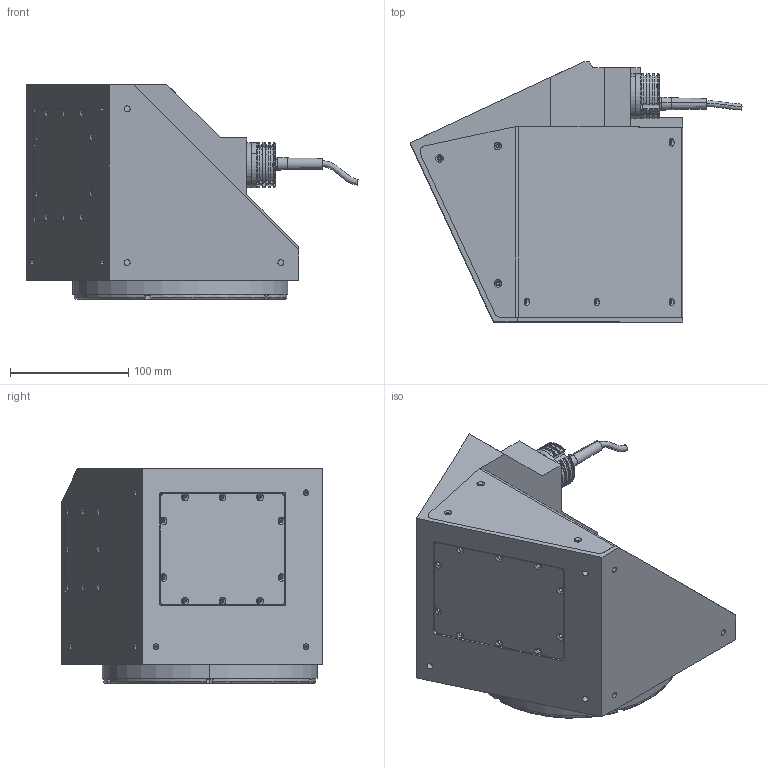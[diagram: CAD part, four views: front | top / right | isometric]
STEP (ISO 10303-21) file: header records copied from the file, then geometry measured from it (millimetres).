
FILE_DESCRIPTION (( 'STEP AP214' ), '1' );
FILE_NAME ('LTCLCR120-W.STEP', '2018-04-18T13:26:26', ( '' ), ( '' ), 'SwSTEP 2.0', 'SolidWorks 2017', '' );
FILE_SCHEMA (( 'AUTOMOTIVE_DESIGN' ));
Length unit declared in the file: millimetre
Products named in the file (1): LTCLCR120-W
Bounding box: 280.88 x 220 x 181.4 mm (x, y, z)
Surface area: 231944.7 mm2 (no closed solid volume)
Topology: 0 solids, 19 shells, 404 faces, 1251 edges, 855 vertices
Faces by surface type: cylinder 204, plane 123, cone 64, torus 9, sphere 2, bspline 2
Entity records: 18822 total; most frequent: CARTESIAN_POINT 2881, DIRECTION 2586, ORIENTED_EDGE 2119, EDGE_CURVE 1251, AXIS2_PLACEMENT_3D 966, VERTEX_POINT 855, LINE 654, VECTOR 654
